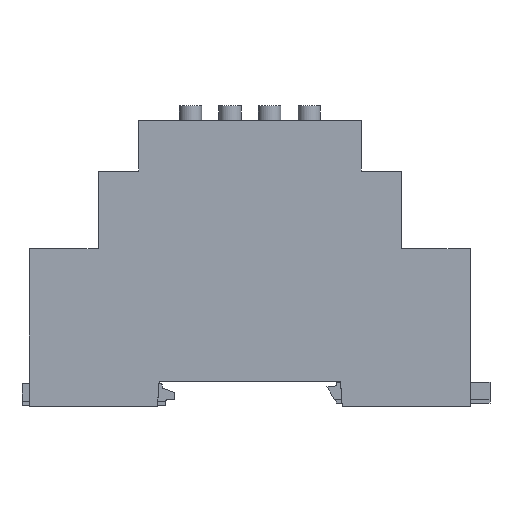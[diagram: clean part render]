
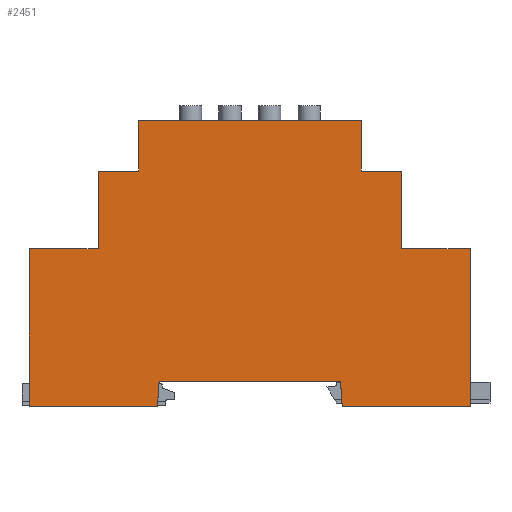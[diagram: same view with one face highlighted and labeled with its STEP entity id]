
A CAD part, left-side view. The second image highlights one B-rep face of the part: STEP entity #2451.
In plain terms, the highlighted planar face has unit normal (-1, 0, 0).
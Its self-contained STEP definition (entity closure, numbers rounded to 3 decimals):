
#2451=ADVANCED_FACE('',(#13541),#13543,.T.);
#13541=FACE_BOUND('',#13542,.T.);
#13542=EDGE_LOOP('',(#23429,#23430,#23431,#23432,#23433,#23434,#23435,#23436,#23437,
#23438,#23439,#23440,#23441,#23442,#23443,#23444));
#13543=PLANE('',#13544);
#13544=AXIS2_PLACEMENT_3D('',#13545,#13546,#13547);
#13545=CARTESIAN_POINT('',(-35.5,0.,0.));
#13546=DIRECTION('',(-1.,0.,0.));
#13547=DIRECTION('',(0.,0.,-1.));
#23429=ORIENTED_EDGE('',*,*,#29932,.T.);
#23430=ORIENTED_EDGE('',*,*,#29933,.T.);
#23431=ORIENTED_EDGE('',*,*,#29934,.T.);
#23432=ORIENTED_EDGE('',*,*,#29935,.T.);
#23433=ORIENTED_EDGE('',*,*,#29936,.T.);
#23434=ORIENTED_EDGE('',*,*,#29937,.T.);
#23435=ORIENTED_EDGE('',*,*,#29938,.T.);
#23436=ORIENTED_EDGE('',*,*,#29939,.T.);
#23437=ORIENTED_EDGE('',*,*,#29940,.T.);
#23438=ORIENTED_EDGE('',*,*,#29941,.T.);
#23439=ORIENTED_EDGE('',*,*,#29942,.T.);
#23440=ORIENTED_EDGE('',*,*,#29356,.T.);
#23441=ORIENTED_EDGE('',*,*,#29931,.T.);
#23442=ORIENTED_EDGE('',*,*,#29943,.T.);
#23443=ORIENTED_EDGE('',*,*,#29944,.T.);
#23444=ORIENTED_EDGE('',*,*,#29945,.T.);
#29356=EDGE_CURVE('',#33590,#33588,#33591,.T.);
#29931=EDGE_CURVE('',#33588,#34734,#34736,.T.);
#29932=EDGE_CURVE('',#34737,#34738,#34739,.T.);
#29933=EDGE_CURVE('',#34738,#34740,#34741,.T.);
#29934=EDGE_CURVE('',#34740,#34742,#34743,.T.);
#29935=EDGE_CURVE('',#34742,#34744,#34745,.T.);
#29936=EDGE_CURVE('',#34744,#34746,#34747,.T.);
#29937=EDGE_CURVE('',#34746,#34748,#34749,.T.);
#29938=EDGE_CURVE('',#34748,#34750,#34751,.T.);
#29939=EDGE_CURVE('',#34750,#34752,#34753,.T.);
#29940=EDGE_CURVE('',#34752,#34754,#34755,.T.);
#29941=EDGE_CURVE('',#34754,#34756,#34757,.T.);
#29942=EDGE_CURVE('',#34756,#33590,#34758,.T.);
#29943=EDGE_CURVE('',#34734,#34759,#34760,.T.);
#29944=EDGE_CURVE('',#34759,#34761,#34762,.T.);
#29945=EDGE_CURVE('',#34761,#34737,#34763,.T.);
#33588=VERTEX_POINT('',#41229);
#33590=VERTEX_POINT('',#41233);
#33591=LINE('',#41234,#41235);
#34734=VERTEX_POINT('',#43597);
#34736=LINE('',#43601,#43602);
#34737=VERTEX_POINT('',#43604);
#34738=VERTEX_POINT('',#43605);
#34739=LINE('',#43606,#43607);
#34740=VERTEX_POINT('',#43609);
#34741=LINE('',#43610,#43611);
#34742=VERTEX_POINT('',#43613);
#34743=LINE('',#43614,#43615);
#34744=VERTEX_POINT('',#43617);
#34745=LINE('',#43618,#43619);
#34746=VERTEX_POINT('',#43621);
#34747=LINE('',#43622,#43623);
#34748=VERTEX_POINT('',#43625);
#34749=LINE('',#43626,#43627);
#34750=VERTEX_POINT('',#43629);
#34751=LINE('',#43630,#43631);
#34752=VERTEX_POINT('',#43633);
#34753=LINE('',#43634,#43635);
#34754=VERTEX_POINT('',#43637);
#34755=LINE('',#43638,#43639);
#34756=VERTEX_POINT('',#43641);
#34757=LINE('',#43642,#43643);
#34758=LINE('',#43645,#43646);
#34759=VERTEX_POINT('',#43648);
#34760=LINE('',#43649,#43650);
#34761=VERTEX_POINT('',#43652);
#34762=LINE('',#43653,#43654);
#34763=LINE('',#43656,#43657);
#41229=CARTESIAN_POINT('',(-35.5,22.5,52.804));
#41233=CARTESIAN_POINT('',(-35.5,-22.5,52.804));
#41234=CARTESIAN_POINT('',(-35.5,-22.5,52.804));
#41235=VECTOR('',#41236,1.);
#41236=DIRECTION('',(0.,1.,0.));
#43597=CARTESIAN_POINT('',(-35.5,22.5,42.606));
#43601=CARTESIAN_POINT('',(-35.5,22.5,52.804));
#43602=VECTOR('',#43603,1.);
#43603=DIRECTION('',(0.,0.,-1.));
#43604=CARTESIAN_POINT('',(-35.5,44.6,26.878));
#43605=CARTESIAN_POINT('',(-35.5,44.6,-4.987));
#43606=CARTESIAN_POINT('',(-35.5,44.6,26.878));
#43607=VECTOR('',#43608,1.);
#43608=DIRECTION('',(0.,0.,-1.));
#43609=CARTESIAN_POINT('',(-35.5,18.7,-4.987));
#43610=CARTESIAN_POINT('',(-35.5,44.6,-4.987));
#43611=VECTOR('',#43612,1.);
#43612=DIRECTION('',(0.,-1.,0.));
#43613=CARTESIAN_POINT('',(-35.5,18.351,0.));
#43614=CARTESIAN_POINT('',(-35.5,18.7,-4.987));
#43615=VECTOR('',#43616,1.);
#43616=DIRECTION('',(0.,-0.07,0.998));
#43617=CARTESIAN_POINT('',(-35.5,-18.351,0.));
#43618=CARTESIAN_POINT('',(-35.5,18.351,0.));
#43619=VECTOR('',#43620,1.);
#43620=DIRECTION('',(0.,-1.,0.));
#43621=CARTESIAN_POINT('',(-35.5,-18.7,-4.987));
#43622=CARTESIAN_POINT('',(-35.5,-18.351,0.));
#43623=VECTOR('',#43624,1.);
#43624=DIRECTION('',(0.,-0.07,-0.998));
#43625=CARTESIAN_POINT('',(-35.5,-44.6,-4.987));
#43626=CARTESIAN_POINT('',(-35.5,-18.7,-4.987));
#43627=VECTOR('',#43628,1.);
#43628=DIRECTION('',(0.,-1.,0.));
#43629=CARTESIAN_POINT('',(-35.5,-44.6,26.878));
#43630=CARTESIAN_POINT('',(-35.5,-44.6,-4.987));
#43631=VECTOR('',#43632,1.);
#43632=DIRECTION('',(0.,0.,1.));
#43633=CARTESIAN_POINT('',(-35.5,-30.7,26.878));
#43634=CARTESIAN_POINT('',(-35.5,-44.6,26.878));
#43635=VECTOR('',#43636,1.);
#43636=DIRECTION('',(0.,1.,0.));
#43637=CARTESIAN_POINT('',(-35.5,-30.7,42.606));
#43638=CARTESIAN_POINT('',(-35.5,-30.7,26.878));
#43639=VECTOR('',#43640,1.);
#43640=DIRECTION('',(0.,0.,1.));
#43641=CARTESIAN_POINT('',(-35.5,-22.5,42.606));
#43642=CARTESIAN_POINT('',(-35.5,-30.7,42.606));
#43643=VECTOR('',#43644,1.);
#43644=DIRECTION('',(0.,1.,0.));
#43645=CARTESIAN_POINT('',(-35.5,-22.5,42.606));
#43646=VECTOR('',#43647,1.);
#43647=DIRECTION('',(0.,0.,1.));
#43648=CARTESIAN_POINT('',(-35.5,30.7,42.606));
#43649=CARTESIAN_POINT('',(-35.5,22.5,42.606));
#43650=VECTOR('',#43651,1.);
#43651=DIRECTION('',(0.,1.,0.));
#43652=CARTESIAN_POINT('',(-35.5,30.7,26.878));
#43653=CARTESIAN_POINT('',(-35.5,30.7,42.606));
#43654=VECTOR('',#43655,1.);
#43655=DIRECTION('',(0.,0.,-1.));
#43656=CARTESIAN_POINT('',(-35.5,30.7,26.878));
#43657=VECTOR('',#43658,1.);
#43658=DIRECTION('',(0.,1.,0.));
